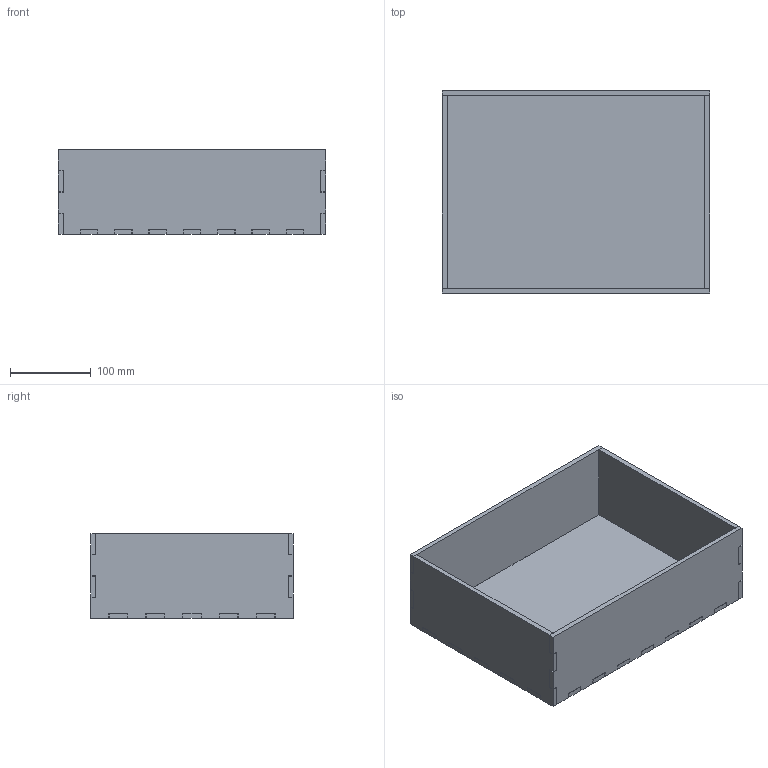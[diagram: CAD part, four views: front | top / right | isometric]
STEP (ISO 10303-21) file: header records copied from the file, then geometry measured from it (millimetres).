
FILE_DESCRIPTION(/* description */ (''),/* implementation_level */ '2;1');
FILE_NAME(/* name */ 'eletrical_box_prototype.step',/* time_stamp */ '2024-10-21T14:59:40-04:00',/* author */ (''),/* organization */ (''),/* preprocessor_version */ 'ST-DEVELOPER v20',/* originating_system */ 'Autodesk Translation Framework v13.20.0.188',/* authorisation */ '');
FILE_SCHEMA (('AUTOMOTIVE_DESIGN { 1 0 10303 214 3 1 1 }'));
Length unit declared in the file: millimetre
Products named in the file (4): eletrical_box_v2; bottom; front; right
Assembly tree (3 placements, depth 2):
  eletrical_box_v2
    bottom
    front
    right
Bounding box: 330 x 250 x 105 mm (x, y, z)
Volume: 1168704 mm3; surface area: 419232 mm2
Topology: 5 solids, 5 shells, 270 faces, 780 edges, 520 vertices
Faces by surface type: plane 270
Entity records: 8801 total; most frequent: CARTESIAN_POINT 1577, ORIENTED_EDGE 1560, DIRECTION 1334, LINE 780, VECTOR 780, EDGE_CURVE 780, VERTEX_POINT 520, AXIS2_PLACEMENT_3D 277
